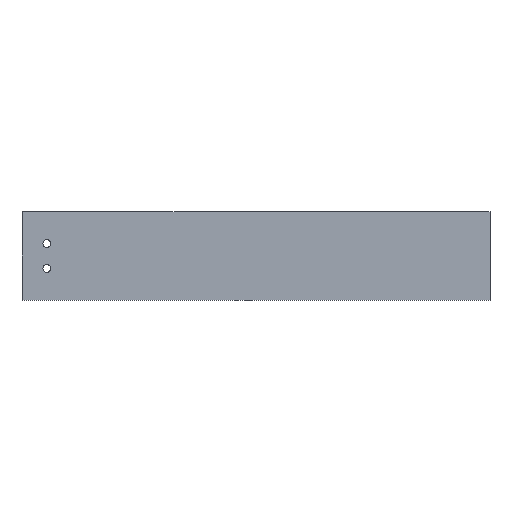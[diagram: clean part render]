
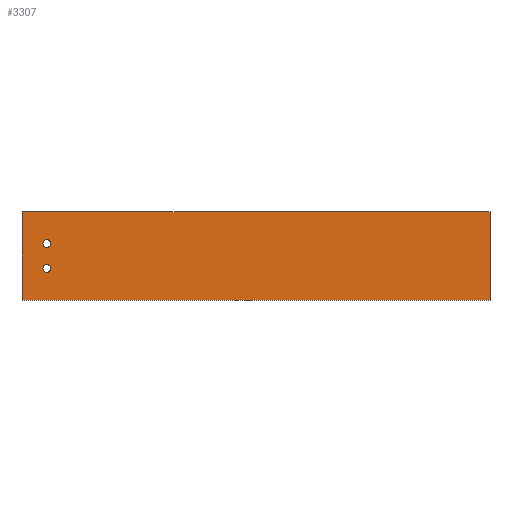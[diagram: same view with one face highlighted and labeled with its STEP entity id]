
A CAD part, front view. The second image highlights one B-rep face of the part: STEP entity #3307.
In plain terms, the highlighted planar face has unit normal (0, -1, 0).
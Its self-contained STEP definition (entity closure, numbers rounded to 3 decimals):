
#96 = VERTEX_POINT('',#97);
#97 = CARTESIAN_POINT('',(-269.,-720.305,
    -17.196));
#103 = EDGE_CURVE('',#96,#104,#106,.T.);
#104 = VERTEX_POINT('',#105);
#105 = CARTESIAN_POINT('',(-269.,-720.305,
    11.195));
#106 = LINE('',#107,#108);
#107 = CARTESIAN_POINT('',(-269.,-720.305,
    -10.095));
#108 = VECTOR('',#109,1.);
#109 = DIRECTION('',(0.,0.,1.));
#1178 = VERTEX_POINT('',#1179);
#1179 = CARTESIAN_POINT('',(-118.5,-720.305,11.195));
#1185 = EDGE_CURVE('',#1186,#1178,#1188,.T.);
#1186 = VERTEX_POINT('',#1187);
#1187 = CARTESIAN_POINT('',(-118.5,-720.305,-17.196));
#1188 = LINE('',#1189,#1190);
#1189 = CARTESIAN_POINT('',(-118.5,-720.305,-17.196));
#1190 = VECTOR('',#1191,1.);
#1191 = DIRECTION('',(0.,0.,1.));
#3274 = EDGE_CURVE('',#104,#1178,#3275,.T.);
#3275 = LINE('',#3276,#3277);
#3276 = CARTESIAN_POINT('',(-194.,-720.305,11.195));
#3277 = VECTOR('',#3278,1.);
#3278 = DIRECTION('',(1.,0.,0.));
#3307 = ADVANCED_FACE('',(#3308,#3319,#3330),#3341,.T.);
#3308 = FACE_BOUND('',#3309,.T.);
#3309 = EDGE_LOOP('',(#3310,#3311,#3317,#3318));
#3310 = ORIENTED_EDGE('',*,*,#103,.F.);
#3311 = ORIENTED_EDGE('',*,*,#3312,.F.);
#3312 = EDGE_CURVE('',#1186,#96,#3313,.T.);
#3313 = LINE('',#3314,#3315);
#3314 = CARTESIAN_POINT('',(-194.,-720.305,-17.196));
#3315 = VECTOR('',#3316,1.);
#3316 = DIRECTION('',(-1.,-0.,-0.));
#3317 = ORIENTED_EDGE('',*,*,#1185,.T.);
#3318 = ORIENTED_EDGE('',*,*,#3274,.F.);
#3319 = FACE_BOUND('',#3320,.T.);
#3320 = EDGE_LOOP('',(#3321));
#3321 = ORIENTED_EDGE('',*,*,#3322,.F.);
#3322 = EDGE_CURVE('',#3323,#3323,#3325,.T.);
#3323 = VERTEX_POINT('',#3324);
#3324 = CARTESIAN_POINT('',(-259.75,-720.305,
    1.));
#3325 = CIRCLE('',#3326,1.25);
#3326 = AXIS2_PLACEMENT_3D('',#3327,#3328,#3329);
#3327 = CARTESIAN_POINT('',(-261.,-720.305,
    1.));
#3328 = DIRECTION('',(0.,-1.,0.));
#3329 = DIRECTION('',(1.,0.,0.));
#3330 = FACE_BOUND('',#3331,.T.);
#3331 = EDGE_LOOP('',(#3332));
#3332 = ORIENTED_EDGE('',*,*,#3333,.F.);
#3333 = EDGE_CURVE('',#3334,#3334,#3336,.T.);
#3334 = VERTEX_POINT('',#3335);
#3335 = CARTESIAN_POINT('',(-259.75,-720.305,
    -7.));
#3336 = CIRCLE('',#3337,1.25);
#3337 = AXIS2_PLACEMENT_3D('',#3338,#3339,#3340);
#3338 = CARTESIAN_POINT('',(-261.,-720.305,
    -7.));
#3339 = DIRECTION('',(0.,-1.,0.));
#3340 = DIRECTION('',(1.,0.,0.));
#3341 = PLANE('',#3342);
#3342 = AXIS2_PLACEMENT_3D('',#3343,#3344,#3345);
#3343 = CARTESIAN_POINT('',(-193.75,-720.305,
    -3.));
#3344 = DIRECTION('',(0.,-1.,-0.));
#3345 = DIRECTION('',(-1.,0.,0.));
